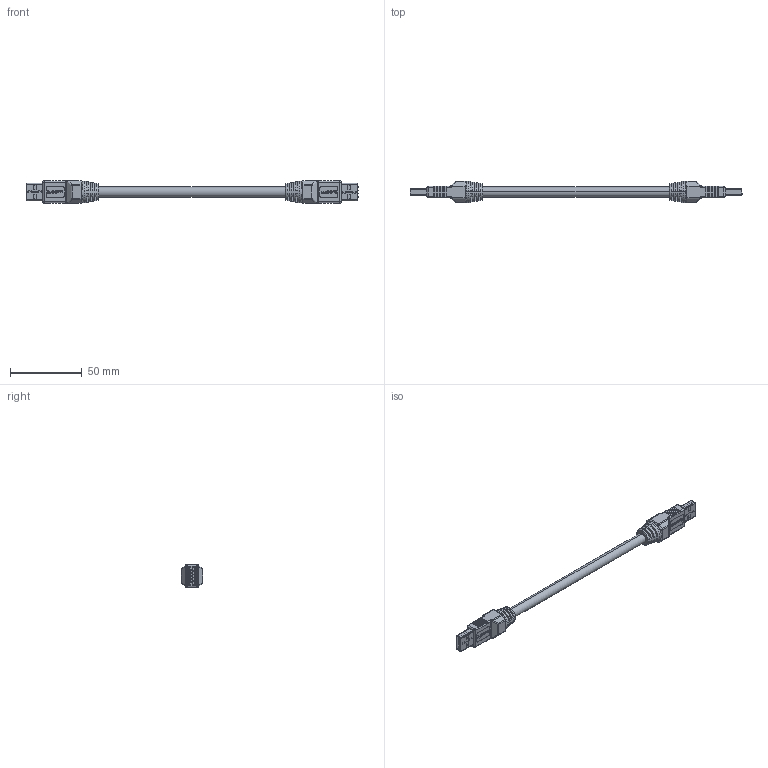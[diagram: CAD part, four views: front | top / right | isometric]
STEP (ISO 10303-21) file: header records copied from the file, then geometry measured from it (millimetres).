
FILE_DESCRIPTION (( 'STEP AP214' ), '1' );
FILE_NAME ('CAU3HFAA-BLK_3D.STEP', '2021-01-25T16:33:09', ( '' ), ( '' ), 'SwSTEP 2.0', 'SolidWorks 2018', '' );
FILE_SCHEMA (( 'AUTOMOTIVE_DESIGN' ));
Length unit declared in the file: millimetre
Products named in the file (7): 1AA05-138-MA3_Cut Crimp; MTN-1024_OD 7.0 CABLE; 1AA05-138_Cut Crimp; CAU3HFAA-BLK_3D; 1AA05-138-MA1___; CAU3HFAA-BLK-MA1; 1AA05-138-MA2___
Assembly tree (8 placements, depth 3):
  CAU3HFAA-BLK_3D
    CAU3HFAA-BLK-MA1
    MTN-1024_OD 7.0 CABLE  x2
    1AA05-138_Cut Crimp  x2
      1AA05-138-MA2___
      1AA05-138-MA3_Cut Crimp
      1AA05-138-MA1___
Bounding box: 231.1 x 15 x 15.7 mm (x, y, z)
Volume: 17794.3 mm3; surface area: 14798.2 mm2
Topology: 17 solids, 17 shells, 2400 faces, 6380 edges, 4068 vertices
Faces by surface type: plane 1546, cylinder 474, bspline 288, torus 44, sphere 44, cone 4
Entity records: 45696 total; most frequent: CARTESIAN_POINT 13343, ORIENTED_EDGE 6358, DIRECTION 5499, EDGE_CURVE 3179, LINE 2235, VECTOR 2235, VERTEX_POINT 2036, AXIS2_PLACEMENT_3D 1632
